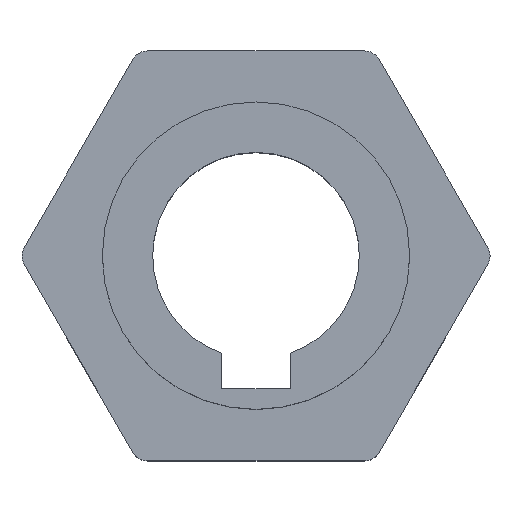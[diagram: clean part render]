
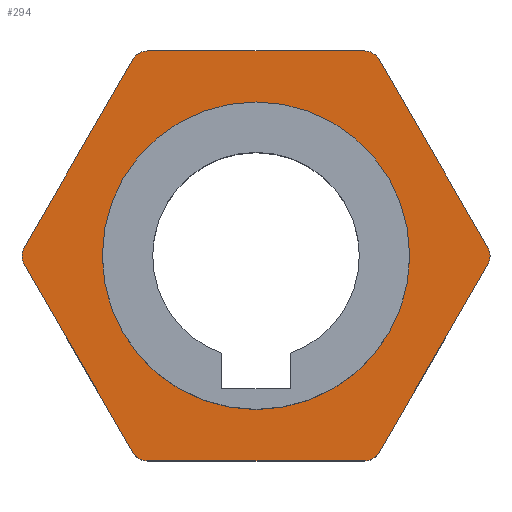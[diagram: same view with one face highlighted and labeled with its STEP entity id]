
A CAD part, top view. The second image highlights one B-rep face of the part: STEP entity #294.
In plain terms, the highlighted planar face has unit normal (0, 0, 1).
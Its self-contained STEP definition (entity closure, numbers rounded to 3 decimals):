
#8 = ORIENTED_EDGE ( 'NONE', *, *, #780, .T. ) ;
#13 = DIRECTION ( 'NONE',  ( 1., 0., 0. ) ) ;
#22 = ORIENTED_EDGE ( 'NONE', *, *, #336, .T. ) ;
#23 = ORIENTED_EDGE ( 'NONE', *, *, #231, .T. ) ;
#33 = CARTESIAN_POINT ( 'NONE',  ( 0., 0., 8.5 ) ) ;
#34 = VECTOR ( 'NONE', #372, 1000. ) ;
#38 = CARTESIAN_POINT ( 'NONE',  ( 6.351, 11., 8.5 ) ) ;
#71 = DIRECTION ( 'NONE',  ( -0.5, -0.866, 0. ) ) ;
#78 = CIRCLE ( 'NONE', #164, 1. ) ;
#89 = LINE ( 'NONE', #987, #715 ) ;
#91 = VECTOR ( 'NONE', #409, 1000. ) ;
#92 = LINE ( 'NONE', #941, #606 ) ;
#100 = DIRECTION ( 'NONE',  ( 0.5, 0.866, 0. ) ) ;
#101 = CARTESIAN_POINT ( 'NONE',  ( 13.856, 0., 8.5 ) ) ;
#126 = CARTESIAN_POINT ( 'NONE',  ( 0., 0., 8.5 ) ) ;
#164 = AXIS2_PLACEMENT_3D ( 'NONE', #414, #498, #899 ) ;
#171 = CARTESIAN_POINT ( 'NONE',  ( -13.568, 0.5, 8.5 ) ) ;
#174 = FACE_OUTER_BOUND ( 'NONE', #675, .T. ) ;
#177 = EDGE_CURVE ( 'NONE', #268, #1007, #981, .T. ) ;
#185 = PLANE ( 'NONE',  #601 ) ;
#187 = AXIS2_PLACEMENT_3D ( 'NONE', #879, #963, #1034 ) ;
#188 = CARTESIAN_POINT ( 'NONE',  ( -6.351, 11., 8.5 ) ) ;
#191 = AXIS2_PLACEMENT_3D ( 'NONE', #249, #243, #744 ) ;
#199 = DIRECTION ( 'NONE',  ( 0., 0., 1. ) ) ;
#203 = EDGE_CURVE ( 'NONE', #273, #882, #304, .T. ) ;
#205 = CARTESIAN_POINT ( 'NONE',  ( -9., 0., 8.5 ) ) ;
#220 = EDGE_CURVE ( 'NONE', #402, #268, #953, .T. ) ;
#231 = EDGE_CURVE ( 'NONE', #882, #578, #78, .T. ) ;
#243 = DIRECTION ( 'NONE',  ( 0., 0., 1. ) ) ;
#249 = CARTESIAN_POINT ( 'NONE',  ( 6.351, -11., 8.5 ) ) ;
#250 = ORIENTED_EDGE ( 'NONE', *, *, #220, .T. ) ;
#260 = ORIENTED_EDGE ( 'NONE', *, *, #811, .T. ) ;
#261 = DIRECTION ( 'NONE',  ( -0.5, 0.866, 0. ) ) ;
#265 = FACE_BOUND ( 'NONE', #279, .T. ) ;
#268 = VERTEX_POINT ( 'NONE', #583 ) ;
#272 = DIRECTION ( 'NONE',  ( 0., 0., 1. ) ) ;
#273 = VERTEX_POINT ( 'NONE', #171 ) ;
#279 = EDGE_LOOP ( 'NONE', ( #514, #400 ) ) ;
#280 = CARTESIAN_POINT ( 'NONE',  ( -6.351, 12., 8.5 ) ) ;
#284 = DIRECTION ( 'NONE',  ( 1., 0., 0. ) ) ;
#294 = ADVANCED_FACE ( 'NONE', ( #265, #174 ), #185, .T. ) ;
#304 = CIRCLE ( 'NONE', #825, 1. ) ;
#315 = CARTESIAN_POINT ( 'NONE',  ( 12.702, 0., 8.5 ) ) ;
#322 = CIRCLE ( 'NONE', #499, 1. ) ;
#323 = EDGE_CURVE ( 'NONE', #724, #884, #875, .T. ) ;
#327 = DIRECTION ( 'NONE',  ( 0., 0., 1. ) ) ;
#332 = VERTEX_POINT ( 'NONE', #425 ) ;
#336 = EDGE_CURVE ( 'NONE', #1007, #695, #89, .T. ) ;
#348 = EDGE_CURVE ( 'NONE', #521, #795, #747, .T. ) ;
#372 = DIRECTION ( 'NONE',  ( 0.5, -0.866, 0. ) ) ;
#385 = CARTESIAN_POINT ( 'NONE',  ( 7.217, -11.5, 8.5 ) ) ;
#399 = CARTESIAN_POINT ( 'NONE',  ( 13.568, 0.5, 8.5 ) ) ;
#400 = ORIENTED_EDGE ( 'NONE', *, *, #523, .F. ) ;
#402 = VERTEX_POINT ( 'NONE', #668 ) ;
#409 = DIRECTION ( 'NONE',  ( 1., 0., 0. ) ) ;
#414 = CARTESIAN_POINT ( 'NONE',  ( -12.702, 0., 8.5 ) ) ;
#420 = ORIENTED_EDGE ( 'NONE', *, *, #203, .T. ) ;
#421 = DIRECTION ( 'NONE',  ( 0., 0., 1. ) ) ;
#425 = CARTESIAN_POINT ( 'NONE',  ( 6.351, 12., 8.5 ) ) ;
#433 = VERTEX_POINT ( 'NONE', #205 ) ;
#439 = DIRECTION ( 'NONE',  ( -1., 0., 0. ) ) ;
#440 = EDGE_CURVE ( 'NONE', #884, #332, #322, .T. ) ;
#451 = CARTESIAN_POINT ( 'NONE',  ( 7.217, 11.5, 8.5 ) ) ;
#457 = AXIS2_PLACEMENT_3D ( 'NONE', #315, #489, #654 ) ;
#468 = ORIENTED_EDGE ( 'NONE', *, *, #323, .T. ) ;
#474 = CARTESIAN_POINT ( 'NONE',  ( -6.928, 12., 8.5 ) ) ;
#489 = DIRECTION ( 'NONE',  ( 0., 0., 1. ) ) ;
#498 = DIRECTION ( 'NONE',  ( 0., 0., 1. ) ) ;
#499 = AXIS2_PLACEMENT_3D ( 'NONE', #38, #621, #940 ) ;
#513 = DIRECTION ( 'NONE',  ( 1., 0., 0. ) ) ;
#514 = ORIENTED_EDGE ( 'NONE', *, *, #952, .F. ) ;
#521 = VERTEX_POINT ( 'NONE', #280 ) ;
#523 = EDGE_CURVE ( 'NONE', #727, #433, #907, .T. ) ;
#531 = LINE ( 'NONE', #474, #791 ) ;
#546 = AXIS2_PLACEMENT_3D ( 'NONE', #188, #272, #13 ) ;
#548 = CARTESIAN_POINT ( 'NONE',  ( -13.568, -0.5, 8.5 ) ) ;
#558 = CARTESIAN_POINT ( 'NONE',  ( -7.217, -11.5, 8.5 ) ) ;
#566 = VERTEX_POINT ( 'NONE', #558 ) ;
#573 = CARTESIAN_POINT ( 'NONE',  ( 13.568, -0.5, 8.5 ) ) ;
#578 = VERTEX_POINT ( 'NONE', #548 ) ;
#583 = CARTESIAN_POINT ( 'NONE',  ( 6.351, -12., 8.5 ) ) ;
#601 = AXIS2_PLACEMENT_3D ( 'NONE', #839, #421, #513 ) ;
#603 = EDGE_CURVE ( 'NONE', #578, #566, #656, .T. ) ;
#606 = VECTOR ( 'NONE', #439, 1000. ) ;
#621 = DIRECTION ( 'NONE',  ( 0., 0., 1. ) ) ;
#622 = CARTESIAN_POINT ( 'NONE',  ( -13.856, 0., 8.5 ) ) ;
#635 = ORIENTED_EDGE ( 'NONE', *, *, #603, .T. ) ;
#654 = DIRECTION ( 'NONE',  ( 1., 0., 0. ) ) ;
#656 = LINE ( 'NONE', #622, #34 ) ;
#658 = CARTESIAN_POINT ( 'NONE',  ( -6.928, -12., 8.5 ) ) ;
#664 = CARTESIAN_POINT ( 'NONE',  ( -12.702, 0., 8.5 ) ) ;
#668 = CARTESIAN_POINT ( 'NONE',  ( -6.351, -12., 8.5 ) ) ;
#675 = EDGE_LOOP ( 'NONE', ( #22, #690, #468, #900, #735, #1027, #8, #420, #23, #635, #260, #250, #847 ) ) ;
#690 = ORIENTED_EDGE ( 'NONE', *, *, #710, .T. ) ;
#691 = DIRECTION ( 'NONE',  ( 0., 0., 1. ) ) ;
#694 = AXIS2_PLACEMENT_3D ( 'NONE', #33, #199, #284 ) ;
#695 = VERTEX_POINT ( 'NONE', #573 ) ;
#697 = CARTESIAN_POINT ( 'NONE',  ( -13.702, 0., 8.5 ) ) ;
#701 = CIRCLE ( 'NONE', #457, 1. ) ;
#710 = EDGE_CURVE ( 'NONE', #695, #724, #701, .T. ) ;
#715 = VECTOR ( 'NONE', #100, 1000. ) ;
#724 = VERTEX_POINT ( 'NONE', #399 ) ;
#727 = VERTEX_POINT ( 'NONE', #1038 ) ;
#735 = ORIENTED_EDGE ( 'NONE', *, *, #976, .T. ) ;
#740 = DIRECTION ( 'NONE',  ( 1., 0., 0. ) ) ;
#744 = DIRECTION ( 'NONE',  ( 1., 0., 0. ) ) ;
#747 = CIRCLE ( 'NONE', #546, 1. ) ;
#780 = EDGE_CURVE ( 'NONE', #795, #273, #531, .T. ) ;
#791 = VECTOR ( 'NONE', #71, 1000. ) ;
#795 = VERTEX_POINT ( 'NONE', #957 ) ;
#811 = EDGE_CURVE ( 'NONE', #566, #402, #903, .T. ) ;
#825 = AXIS2_PLACEMENT_3D ( 'NONE', #664, #327, #740 ) ;
#839 = CARTESIAN_POINT ( 'NONE',  ( 0., 0., 8.5 ) ) ;
#847 = ORIENTED_EDGE ( 'NONE', *, *, #177, .T. ) ;
#875 = LINE ( 'NONE', #101, #1000 ) ;
#879 = CARTESIAN_POINT ( 'NONE',  ( -6.351, -11., 8.5 ) ) ;
#882 = VERTEX_POINT ( 'NONE', #697 ) ;
#884 = VERTEX_POINT ( 'NONE', #451 ) ;
#899 = DIRECTION ( 'NONE',  ( 1., 0., 0. ) ) ;
#900 = ORIENTED_EDGE ( 'NONE', *, *, #440, .T. ) ;
#903 = CIRCLE ( 'NONE', #187, 1. ) ;
#907 = CIRCLE ( 'NONE', #694, 9. ) ;
#915 = CIRCLE ( 'NONE', #1013, 9. ) ;
#940 = DIRECTION ( 'NONE',  ( 1., 0., 0. ) ) ;
#941 = CARTESIAN_POINT ( 'NONE',  ( 6.928, 12., 8.5 ) ) ;
#952 = EDGE_CURVE ( 'NONE', #433, #727, #915, .T. ) ;
#953 = LINE ( 'NONE', #658, #91 ) ;
#957 = CARTESIAN_POINT ( 'NONE',  ( -7.217, 11.5, 8.5 ) ) ;
#963 = DIRECTION ( 'NONE',  ( 0., 0., 1. ) ) ;
#976 = EDGE_CURVE ( 'NONE', #332, #521, #92, .T. ) ;
#981 = CIRCLE ( 'NONE', #191, 1. ) ;
#987 = CARTESIAN_POINT ( 'NONE',  ( 6.928, -12., 8.5 ) ) ;
#1000 = VECTOR ( 'NONE', #261, 1000. ) ;
#1005 = DIRECTION ( 'NONE',  ( 1., 0., 0. ) ) ;
#1007 = VERTEX_POINT ( 'NONE', #385 ) ;
#1013 = AXIS2_PLACEMENT_3D ( 'NONE', #126, #691, #1005 ) ;
#1027 = ORIENTED_EDGE ( 'NONE', *, *, #348, .T. ) ;
#1034 = DIRECTION ( 'NONE',  ( 1., 0., 0. ) ) ;
#1038 = CARTESIAN_POINT ( 'NONE',  ( 9., 0., 8.5 ) ) ;
